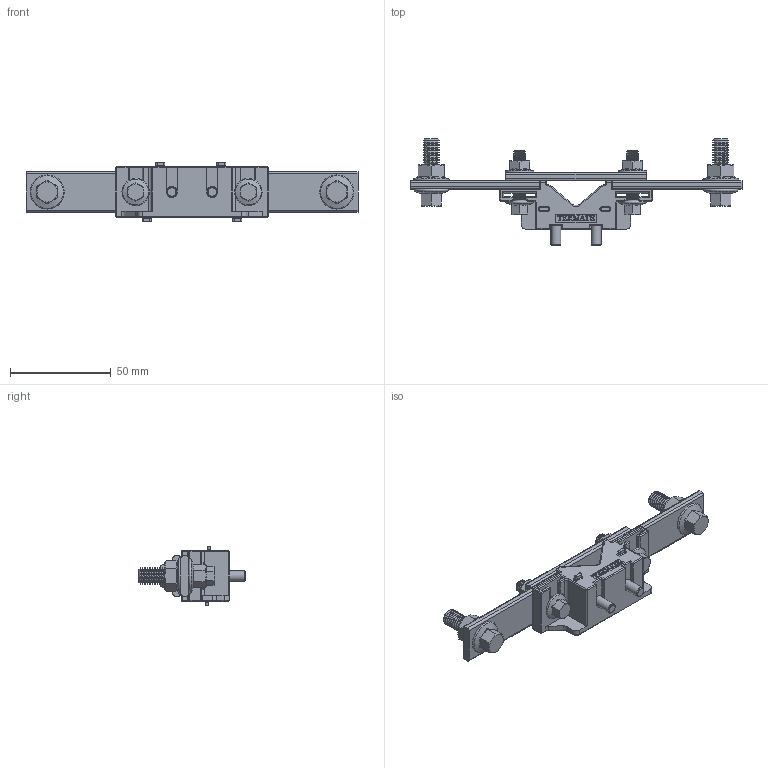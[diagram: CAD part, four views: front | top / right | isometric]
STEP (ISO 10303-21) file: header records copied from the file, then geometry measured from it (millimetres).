
FILE_DESCRIPTION(/* description */ (''),/* implementation_level */ '2;1');
FILE_NAME(/* name */ 'TNL250.step',/* time_stamp */ '2021-01-13T12:23:24+00:00',/* author */ (''),/* organization */ (''),/* preprocessor_version */ 'ST-DEVELOPER v18.1',/* originating_system */ 'Autodesk Translation Framework v9.7.1.1290',/* authorisation */ '');
FILE_SCHEMA (('AUTOMOTIVE_DESIGN { 1 0 10303 214 3 1 1 }'));
Length unit declared in the file: millimetre
Products named in the file (9): TNL250; NL Support; Neutral Link Incoming Copper_250INC; Neutral Link Link Copper_250LINK; hex flange nut gradea_bsi_Hexagon Flange Nut ISO - 4161 - M6 - N; hex flange bolt small_bsi_ISO 4162 - M8 x 25 x 25-S; hex flange nut gradea_bsi_Hexagon Flange Nut ISO - 4161 - M8 - N; hex flange bolt small_bsi_ISO 4162 - M5 x 12 x 12-N; hex flange bolt small_bsi_ISO 4162 - M6 x 25 x 25-S
Assembly tree (14 placements, depth 2):
  TNL250
    NL Support
    Neutral Link Incoming Copper_250INC  x2
    Neutral Link Link Copper_250LINK
    hex flange nut gradea_bsi_Hexagon Flange Nut ISO - 4161 - M6 - N  x2
    hex flange bolt small_bsi_ISO 4162 - M8 x 25 x 25-S  x2
    hex flange nut gradea_bsi_Hexagon Flange Nut ISO - 4161 - M8 - N  x2
    hex flange bolt small_bsi_ISO 4162 - M5 x 12 x 12-N  x2
    hex flange bolt small_bsi_ISO 4162 - M6 x 25 x 25-S  x2
Bounding box: 165 x 53 x 29 mm (x, y, z)
Volume: 36638 mm3; surface area: 28645.6 mm2
Topology: 14 solids, 14 shells, 1265 faces, 3276 edges, 2034 vertices
Faces by surface type: plane 419, cylinder 297, cone 256, bspline 213, torus 57, sphere 23
Full cylindrical faces by diameter (mm): 5 x4, 6 x54, 6.8 x2, 8 x42, 8.2 x2
Entity records: 35588 total; most frequent: CARTESIAN_POINT 13239, ORIENTED_EDGE 4816, DIRECTION 4372, EDGE_CURVE 2408, AXIS2_PLACEMENT_3D 1546, VERTEX_POINT 1496, LINE 1280, VECTOR 1280
